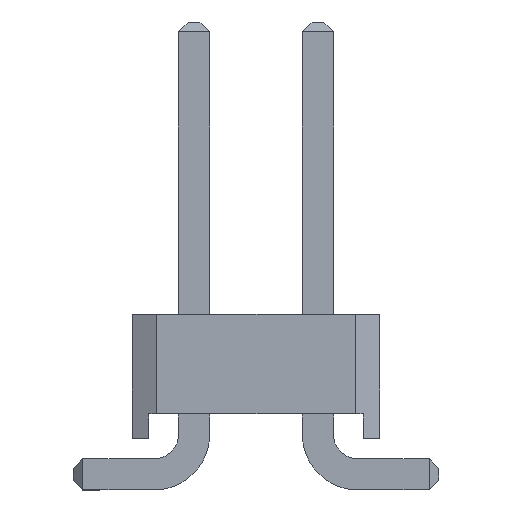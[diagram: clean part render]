
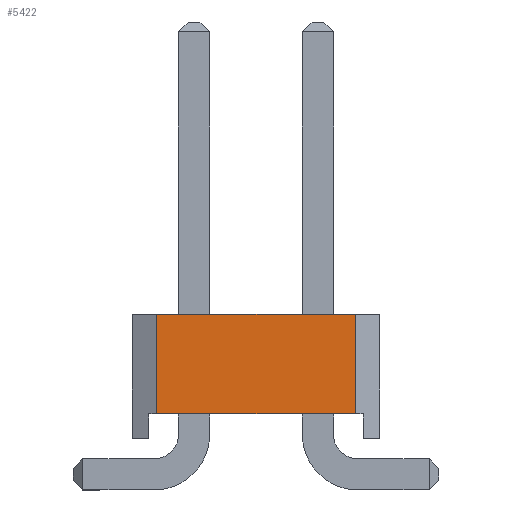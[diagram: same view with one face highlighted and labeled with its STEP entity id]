
A CAD part, front view. The second image highlights one B-rep face of the part: STEP entity #5422.
In plain terms, the highlighted face is planar.
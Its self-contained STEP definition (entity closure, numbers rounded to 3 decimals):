
#860=ORIENTED_EDGE('',*,*,#1528,.F.);
#861=ORIENTED_EDGE('',*,*,#1536,.T.);
#862=ORIENTED_EDGE('',*,*,#1533,.T.);
#863=ORIENTED_EDGE('',*,*,#1537,.T.);
#1528=EDGE_CURVE('',#1938,#1939,#2378,.T.);
#1533=EDGE_CURVE('',#1940,#1941,#2383,.T.);
#1536=EDGE_CURVE('',#1938,#1940,#2386,.T.);
#1537=EDGE_CURVE('',#1941,#1939,#2387,.T.);
#1938=VERTEX_POINT('',#7528);
#1939=VERTEX_POINT('',#7530);
#1940=VERTEX_POINT('',#7534);
#1941=VERTEX_POINT('',#7537);
#2378=LINE('',#7529,#2888);
#2383=LINE('',#7538,#2893);
#2386=LINE('',#7544,#2896);
#2387=LINE('',#7546,#2897);
#2888=VECTOR('',#6444,1000.);
#2893=VECTOR('',#6451,1000.);
#2896=VECTOR('',#6460,1000.);
#2897=VECTOR('',#6463,1000.);
#3220=EDGE_LOOP('',(#860,#861,#862,#863));
#3456=FACE_BOUND('',#3220,.T.);
#3660=PLANE('',#5681);
#5422=ADVANCED_FACE('',(#3456),#3660,.T.);
#5681=AXIS2_PLACEMENT_3D('',#7611,#6496,#6497);
#6444=DIRECTION('',(0.,0.,1.));
#6451=DIRECTION('',(0.,0.,1.));
#6460=DIRECTION('',(0.,-1.,0.));
#6463=DIRECTION('',(0.,1.,0.));
#6496=DIRECTION('',(-1.,0.,0.));
#6497=DIRECTION('',(0.,0.,1.));
#7528=CARTESIAN_POINT('',(-5.08,2.04,-0.77));
#7529=CARTESIAN_POINT('',(-5.08,2.04,-10.589));
#7530=CARTESIAN_POINT('',(-5.08,2.04,1.27));
#7534=CARTESIAN_POINT('',(-5.08,-2.04,-0.77));
#7537=CARTESIAN_POINT('',(-5.08,-2.04,1.27));
#7538=CARTESIAN_POINT('',(-5.08,-2.04,-10.589));
#7544=CARTESIAN_POINT('',(-5.08,-2.54,-0.77));
#7546=CARTESIAN_POINT('',(-5.08,-2.54,1.27));
#7611=CARTESIAN_POINT('',(-5.08,-2.54,-1.27));
